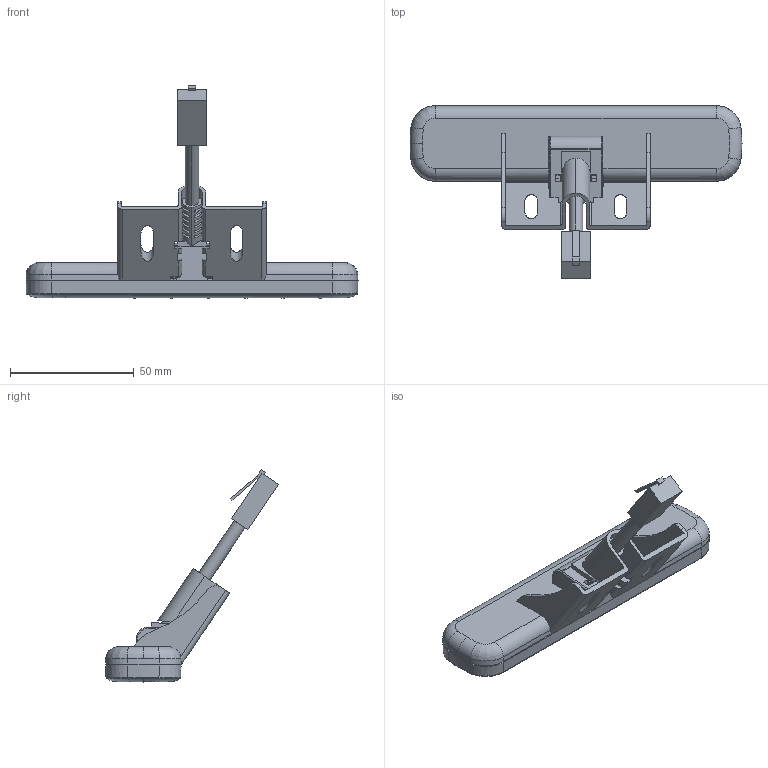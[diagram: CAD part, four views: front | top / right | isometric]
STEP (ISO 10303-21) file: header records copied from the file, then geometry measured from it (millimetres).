
FILE_DESCRIPTION((''),'2;1');
FILE_NAME('JCHT35K22_ASM','2020-01-07T09:43:26',('u'),('捷昌驱动'),'CREO PARAMETRIC BY PTC INC, 2018100','CREO PARAMETRIC BY PTC INC, 2018100','');
FILE_SCHEMA(('CONFIG_CONTROL_DESIGN'));
Length unit declared in the file: millimetre
Products named in the file (7): J100; K11ANJIAN201; K11XK2-A01; SHANGKE201; MIANJING201; K11201_ASM; JCHT35K22_ASM
Assembly tree (6 placements, depth 3):
  JCHT35K22_ASM
    K11201_ASM
      J100
      K11ANJIAN201
      K11XK2-A01
      SHANGKE201
      MIANJING201
Bounding box: 134.04 x 69.78 x 85.66 mm (x, y, z)
Volume: 36648.2 mm3; surface area: 42335.8 mm2
Topology: 5 solids, 5 shells, 549 faces, 1447 edges, 942 vertices
Faces by surface type: plane 244, cylinder 163, bspline 61, cone 38, torus 31, sphere 12
Entity records: 23954 total; most frequent: CARTESIAN_POINT 10468, ORIENTED_EDGE 2890, DIRECTION 2641, EDGE_CURVE 1445, AXIS2_PLACEMENT_3D 942, VERTEX_POINT 942, VECTOR 757, LINE 757
